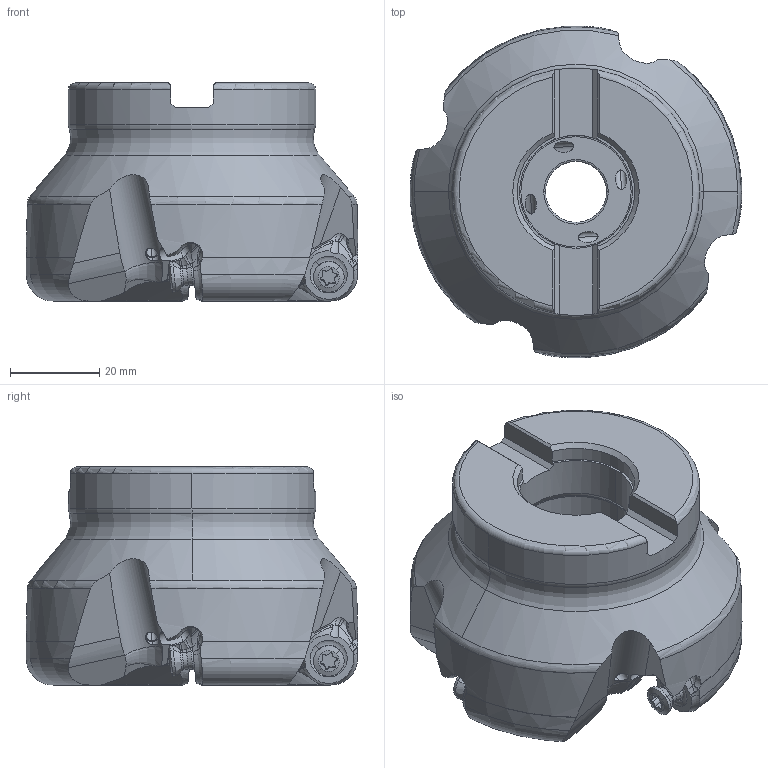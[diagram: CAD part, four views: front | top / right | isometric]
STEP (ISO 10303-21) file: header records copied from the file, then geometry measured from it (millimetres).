
FILE_DESCRIPTION(/* description */ (''),/* implementation_level */ '2;1');
FILE_NAME(/* name */ 'WWX400UR3_0004CA.stp',/* time_stamp */ '2020-04-21T17:34:13+09:00',/* author */ (''),/* organization */ (''),/* preprocessor_version */ 'ST-DEVELOPER v16',/* originating_system */ 'SIEMENS PLM Software NX 10.0',/* authorisation */ '');
FILE_SCHEMA (('AUTOMOTIVE_DESIGN { 1 0 10303 214 3 1 1 1 }'));
Length unit declared in the file: millimetre
Products named in the file (1): WWX400UR3_0004CA_ASM
Bounding box: 74.5 x 74.5 x 49.01 mm (x, y, z)
Volume: 122649.1 mm3; surface area: 22892.1 mm2
Topology: 5 solids, 5 shells, 533 faces, 1524 edges, 981 vertices
Faces by surface type: cylinder 192, plane 121, bspline 64, sphere 56, torus 42, cone 42, extrusion 16
Entity records: 35772 total; most frequent: CARTESIAN_POINT 22692, ORIENTED_EDGE 2968, DIRECTION 2410, EDGE_CURVE 1484, AXIS2_PLACEMENT_3D 1029, VERTEX_POINT 974, B_SPLINE_CURVE_WITH_KNOTS 612, EDGE_LOOP 556
